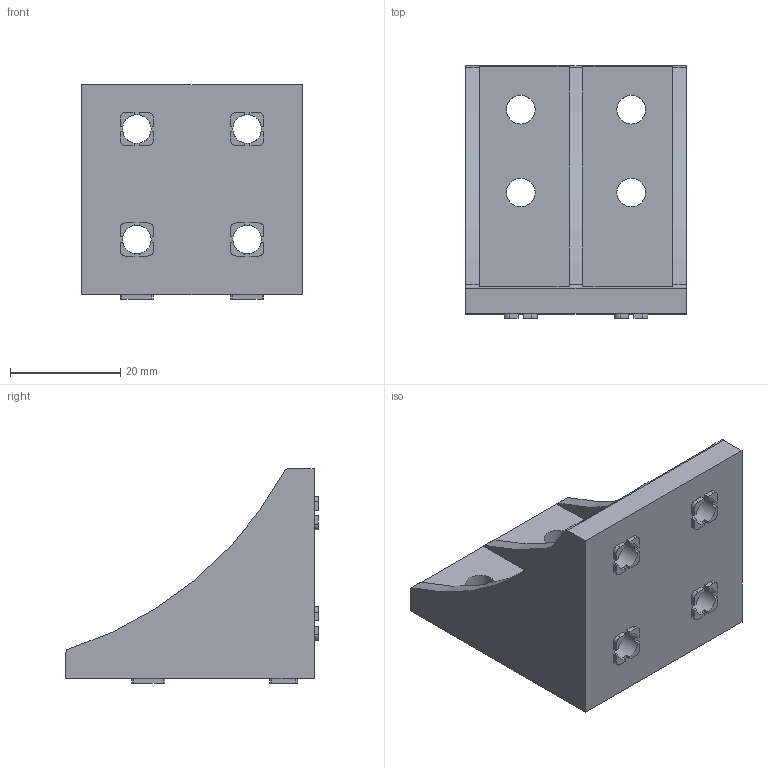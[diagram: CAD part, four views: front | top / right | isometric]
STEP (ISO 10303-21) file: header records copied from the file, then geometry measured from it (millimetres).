
FILE_DESCRIPTION( ( 'STEP AP203' ), ' ' );
FILE_NAME( 'HBLFSDW5.stp', '2018-04-10T02:50:55', ( '' ), ( '' ), ' ', 'PARTsolutions', ' ' );
FILE_SCHEMA( ( 'CONFIG_CONTROL_DESIGN' ) );
Length unit declared in the file: millimetre
Products named in the file (2): HBLFSDW5; _HBLFSDW5h5
Assembly tree (1 placements, depth 2):
  HBLFSDW5
    _HBLFSDW5h5
Bounding box: 40 x 45.8 x 38.8 mm (x, y, z)
Volume: 18558.5 mm3; surface area: 10691.9 mm2
Topology: 1 solids, 1 shells, 159 faces, 459 edges, 306 vertices
Faces by surface type: plane 114, cylinder 45
Full cylindrical faces by diameter (mm): 5.2 x8
Entity records: 5274 total; most frequent: CARTESIAN_POINT 910, DIRECTION 895, ORIENTED_EDGE 894, EDGE_CURVE 447, LINE 321, VECTOR 321, VERTEX_POINT 302, AXIS2_PLACEMENT_3D 287
